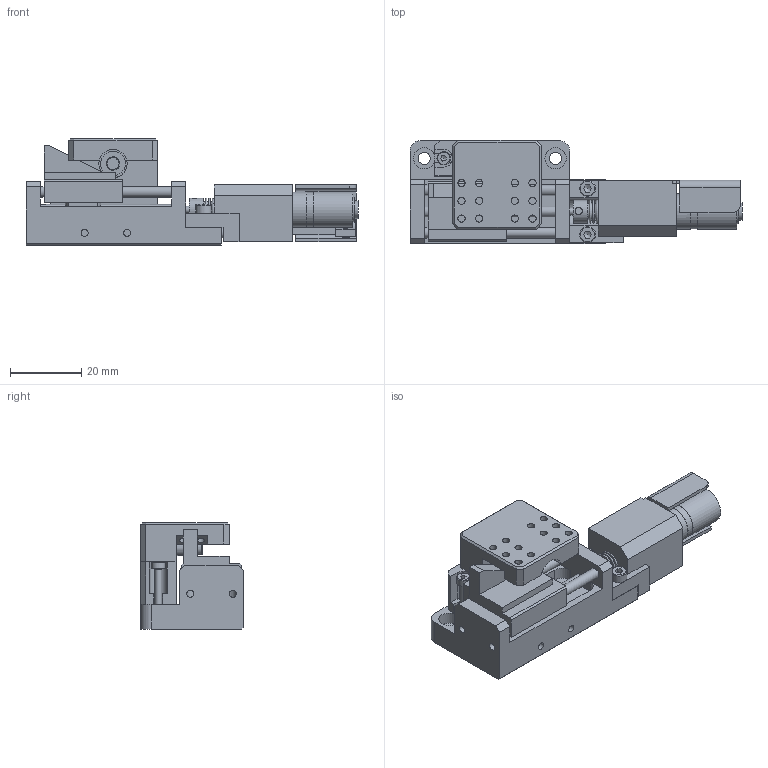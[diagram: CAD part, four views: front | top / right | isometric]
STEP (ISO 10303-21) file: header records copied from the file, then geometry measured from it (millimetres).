
FILE_DESCRIPTION(/* description */ (''),/* implementation_level */ '2;1');
FILE_NAME(/* name */ '8MVT25-6.stp',/* time_stamp */ '2020-06-01T13:15:24+03:00',/* author */ ('dsgn36'),/* organization */ (''),/* preprocessor_version */ 'ST-DEVELOPER v15.2',/* originating_system */ 'Autodesk Inventor 2014',/* authorisation */ '');
FILE_SCHEMA (('CONFIG_CONTROL_DESIGN'));
Length unit declared in the file: millimetre
Products named in the file (2): Part2; 8MVT25-6
Bounding box: 93.5 x 29 x 30 mm (x, y, z)
Volume: 32014.1 mm3; surface area: 15489.7 mm2
Topology: 1 solids, 8 shells, 661 faces, 1733 edges, 1138 vertices
Faces by surface type: plane 391, bspline 118, cylinder 117, cone 21, torus 14
Full cylindrical faces by diameter (mm): 1.567 x2, 2 x5, 2.013 x20, 2.5 x2, 3 x8, 3.4 x2, 3.8 x2, 4.5 x3, 5 x1, 6 x2, 6.5 x1, 7 x2, 8 x1, 9.8 x1, 10 x2
Entity records: 20822 total; most frequent: CARTESIAN_POINT 5746, ORIENTED_EDGE 3230, DIRECTION 2646, EDGE_CURVE 1610, VERTEX_POINT 1097, LINE 1042, VECTOR 1042, EDGE_LOOP 851
